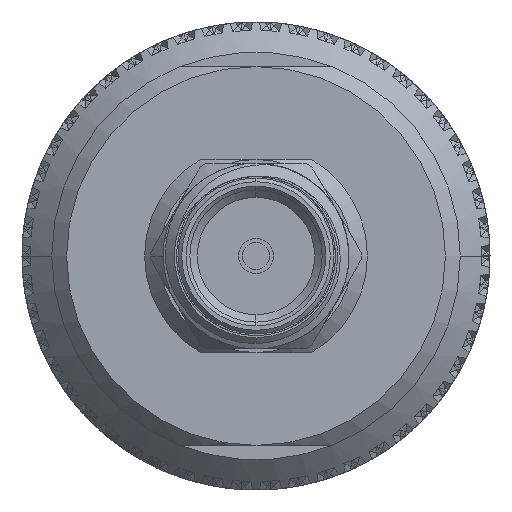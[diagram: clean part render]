
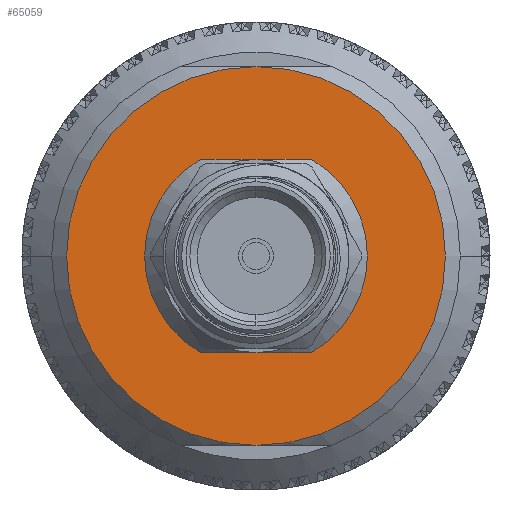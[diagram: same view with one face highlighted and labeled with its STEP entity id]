
A CAD part, left-side view. The second image highlights one B-rep face of the part: STEP entity #65059.
In plain terms, the highlighted face is planar.
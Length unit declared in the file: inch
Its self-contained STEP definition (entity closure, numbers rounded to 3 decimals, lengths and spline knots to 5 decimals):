
#2009 = CIRCLE ( 'NONE', #20818, 0.15 ) ;
#2013 = CARTESIAN_POINT ( 'NONE',  ( 0.98, 0., 0. ) ) ;
#2217 = FACE_OUTER_BOUND ( 'NONE', #62097, .T. ) ;
#2383 = EDGE_CURVE ( 'NONE', #2732, #68040, #2009, .T. ) ;
#2732 = VERTEX_POINT ( 'NONE', #63348 ) ;
#3361 = CIRCLE ( 'NONE', #46000, 0.15 ) ;
#3571 = VECTOR ( 'NONE', #38091, 39.37008 ) ;
#3840 = VERTEX_POINT ( 'NONE', #93706 ) ;
#4351 = DIRECTION ( 'NONE',  ( 0., 0., -1. ) ) ;
#4483 = ORIENTED_EDGE ( 'NONE', *, *, #79071, .F. ) ;
#5338 = EDGE_CURVE ( 'NONE', #29859, #3840, #49657, .T. ) ;
#6008 = CARTESIAN_POINT ( 'NONE',  ( 0.98, -0.215, -0.13 ) ) ;
#8150 = DIRECTION ( 'NONE',  ( 0., 0., 1. ) ) ;
#8507 = CARTESIAN_POINT ( 'NONE',  ( 0.98, 0., 0. ) ) ;
#16569 = EDGE_CURVE ( 'NONE', #3840, #29859, #20570, .T. ) ;
#16818 = AXIS2_PLACEMENT_3D ( 'NONE', #8507, #69884, #84898 ) ;
#20570 = CIRCLE ( 'NONE', #16818, 0.255 ) ;
#20818 = AXIS2_PLACEMENT_3D ( 'NONE', #92178, #38562, #8150 ) ;
#23330 = CARTESIAN_POINT ( 'NONE',  ( 0.98, -0.07483, 0.13 ) ) ;
#25338 = ORIENTED_EDGE ( 'NONE', *, *, #42007, .T. ) ;
#26262 = LINE ( 'NONE', #84400, #3571 ) ;
#26608 = ORIENTED_EDGE ( 'NONE', *, *, #2383, .T. ) ;
#29859 = VERTEX_POINT ( 'NONE', #66698 ) ;
#35252 = VERTEX_POINT ( 'NONE', #86216 ) ;
#37829 = AXIS2_PLACEMENT_3D ( 'NONE', #39135, #53133, #69084 ) ;
#38091 = DIRECTION ( 'NONE',  ( 0., 1., 0. ) ) ;
#38562 = DIRECTION ( 'NONE',  ( -1., 0., 0. ) ) ;
#39135 = CARTESIAN_POINT ( 'NONE',  ( 0.98, 0., 0. ) ) ;
#40721 = AXIS2_PLACEMENT_3D ( 'NONE', #49814, #89360, #4351 ) ;
#42007 = EDGE_CURVE ( 'NONE', #35252, #48070, #3361, .T. ) ;
#45776 = CARTESIAN_POINT ( 'NONE',  ( 0.98, 0.07483, -0.13 ) ) ;
#46000 = AXIS2_PLACEMENT_3D ( 'NONE', #2013, #92721, #54742 ) ;
#48070 = VERTEX_POINT ( 'NONE', #45776 ) ;
#48593 = ORIENTED_EDGE ( 'NONE', *, *, #85978, .T. ) ;
#49657 = CIRCLE ( 'NONE', #37829, 0.255 ) ;
#49814 = CARTESIAN_POINT ( 'NONE',  ( 0.98, 0., 0. ) ) ;
#53133 = DIRECTION ( 'NONE',  ( 1., 0., 0. ) ) ;
#54742 = DIRECTION ( 'NONE',  ( 0., 0., 1. ) ) ;
#59294 = ORIENTED_EDGE ( 'NONE', *, *, #16569, .T. ) ;
#62097 = EDGE_LOOP ( 'NONE', ( #59294, #88694 ) ) ;
#63348 = CARTESIAN_POINT ( 'NONE',  ( 0.98, -0.07483, -0.13 ) ) ;
#65059 = ADVANCED_FACE ( 'NONE', ( #83374, #2217 ), #81029, .T. ) ;
#66698 = CARTESIAN_POINT ( 'NONE',  ( 0.98, 0., 0.255 ) ) ;
#68040 = VERTEX_POINT ( 'NONE', #23330 ) ;
#68349 = DIRECTION ( 'NONE',  ( 0., 1., 0. ) ) ;
#69084 = DIRECTION ( 'NONE',  ( 0., 0., -1. ) ) ;
#69884 = DIRECTION ( 'NONE',  ( 1., 0., 0. ) ) ;
#75604 = EDGE_LOOP ( 'NONE', ( #26608, #48593, #25338, #4483 ) ) ;
#79071 = EDGE_CURVE ( 'NONE', #2732, #48070, #88725, .T. ) ;
#81029 = PLANE ( 'NONE',  #40721 ) ;
#83374 = FACE_BOUND ( 'NONE', #75604, .T. ) ;
#84400 = CARTESIAN_POINT ( 'NONE',  ( 0.98, -0.215, 0.13 ) ) ;
#84898 = DIRECTION ( 'NONE',  ( 0., 0., -1. ) ) ;
#85159 = VECTOR ( 'NONE', #68349, 39.37008 ) ;
#85978 = EDGE_CURVE ( 'NONE', #68040, #35252, #26262, .T. ) ;
#86216 = CARTESIAN_POINT ( 'NONE',  ( 0.98, 0.07483, 0.13 ) ) ;
#88694 = ORIENTED_EDGE ( 'NONE', *, *, #5338, .T. ) ;
#88725 = LINE ( 'NONE', #6008, #85159 ) ;
#89360 = DIRECTION ( 'NONE',  ( 1., 0., 0. ) ) ;
#92178 = CARTESIAN_POINT ( 'NONE',  ( 0.98, 0., 0. ) ) ;
#92721 = DIRECTION ( 'NONE',  ( -1., 0., 0. ) ) ;
#93706 = CARTESIAN_POINT ( 'NONE',  ( 0.98, 0., -0.255 ) ) ;
